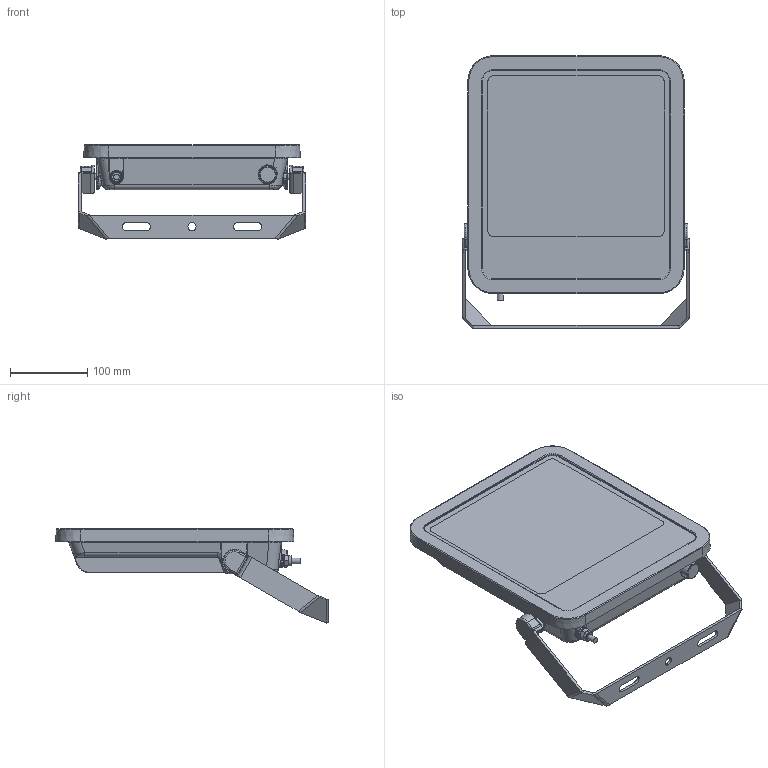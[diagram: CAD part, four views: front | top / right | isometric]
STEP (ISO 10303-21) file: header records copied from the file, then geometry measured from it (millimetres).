
FILE_DESCRIPTION (( 'STEP AP214' ), '1' );
FILE_NAME ('FL_AREA_G2_100W.STEP', '2025-06-16T13:46:18', ( '' ), ( '' ), 'SwSTEP 2.0', 'SolidWorks 2024', '' );
FILE_SCHEMA (( 'AUTOMOTIVE_DESIGN' ));
Length unit declared in the file: millimetre
Products named in the file (1): FL_AREA_G2_100W
Bounding box: 294 x 352.54 x 121.77 mm (x, y, z)
Volume: 926159.2 mm3; surface area: 602356.3 mm2
Topology: 10 solids, 10 shells, 941 faces, 2284 edges, 1291 vertices
Faces by surface type: bspline 316, cylinder 292, plane 252, cone 39, sphere 24, torus 18
Full cylindrical faces by diameter (mm): 7.4 x1, 8 x2, 8.5 x2, 12.8 x1, 15.3 x1, 16.8 x1
Entity records: 38095 total; most frequent: CARTESIAN_POINT 19119, ORIENTED_EDGE 4366, DIRECTION 3367, EDGE_CURVE 2183, VERTEX_POINT 1287, AXIS2_PLACEMENT_3D 1258, EDGE_LOOP 980, FACE_OUTER_BOUND 952
